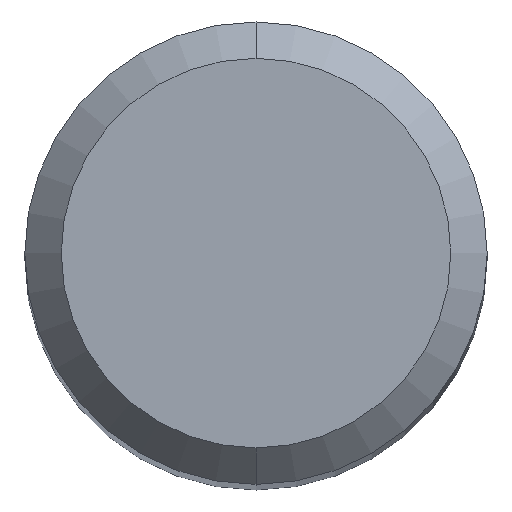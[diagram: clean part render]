
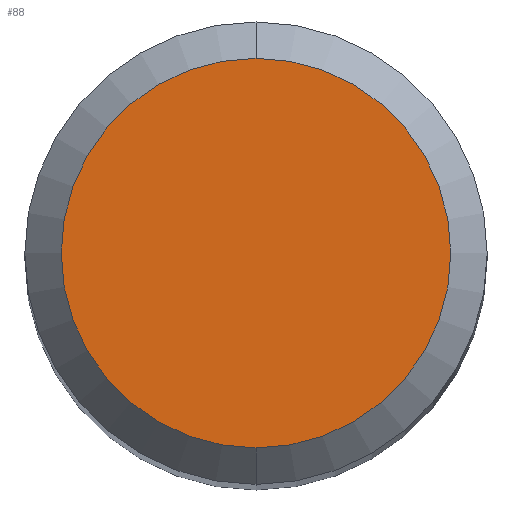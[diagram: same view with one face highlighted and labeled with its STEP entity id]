
A CAD part, top view. The second image highlights one B-rep face of the part: STEP entity #88.
In plain terms, the highlighted planar face has unit normal (0, 0, 1).
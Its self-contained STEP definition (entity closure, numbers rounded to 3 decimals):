
#60=PLANE('',#598);
#88=ADVANCED_FACE('',(#125),#60,.F.);
#125=FACE_OUTER_BOUND('',#156,.T.);
#156=EDGE_LOOP('',(#248,#249));
#248=ORIENTED_EDGE('',*,*,#350,.F.);
#249=ORIENTED_EDGE('',*,*,#349,.F.);
#299=VERTEX_POINT('',#897);
#300=VERTEX_POINT('',#899);
#349=EDGE_CURVE('',#300,#299,#386,.T.);
#350=EDGE_CURVE('',#299,#300,#387,.T.);
#386=CIRCLE('',#595,5.35);
#387=CIRCLE('',#597,5.35);
#595=AXIS2_PLACEMENT_3D('',#900,#755,#756);
#597=AXIS2_PLACEMENT_3D('',#902,#759,#760);
#598=AXIS2_PLACEMENT_3D('',#903,#761,#762);
#755=DIRECTION('',(0.,0.,-1.));
#756=DIRECTION('',(0.,1.,0.));
#759=DIRECTION('',(0.,0.,-1.));
#760=DIRECTION('',(0.,-1.,0.));
#761=DIRECTION('',(0.,0.,-1.));
#762=DIRECTION('',(0.,-1.,0.));
#897=CARTESIAN_POINT('',(0.,-5.35,0.));
#899=CARTESIAN_POINT('',(0.,5.35,0.));
#900=CARTESIAN_POINT('',(0.,0.,0.));
#902=CARTESIAN_POINT('',(0.,0.,0.));
#903=CARTESIAN_POINT('',(0.,0.,0.));
